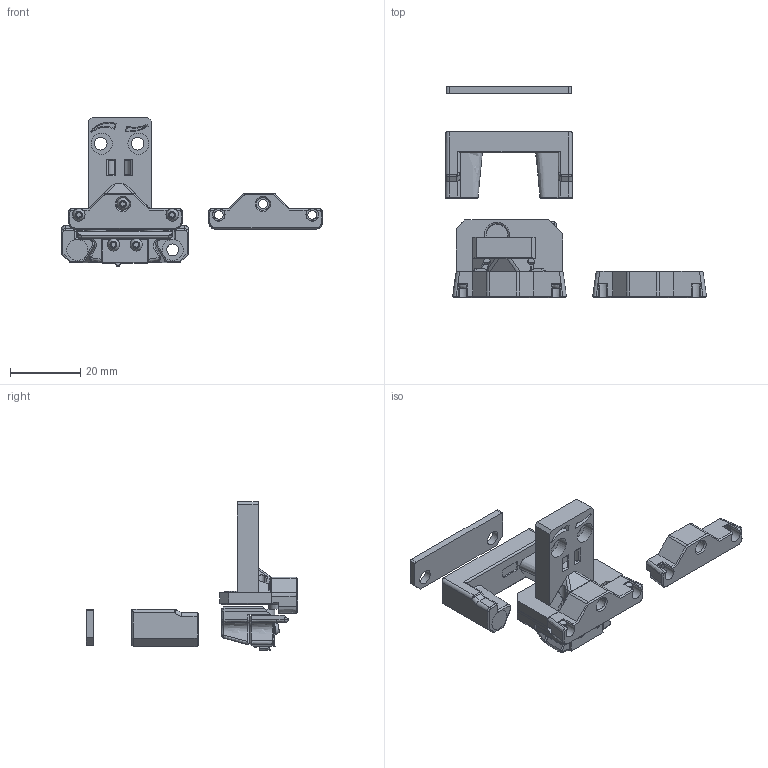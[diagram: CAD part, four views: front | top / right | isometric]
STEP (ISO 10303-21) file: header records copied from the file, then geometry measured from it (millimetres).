
FILE_DESCRIPTION(/* description */ (''),/* implementation_level */ '2;1');
FILE_NAME(/* name */ 'KlickyNG v3.29.step',/* time_stamp */ '2022-05-17T09:06:09+01:00',/* author */ (''),/* organization */ (''),/* preprocessor_version */ 'ST-DEVELOPER v18.1',/* originating_system */ 'Autodesk Translation Framework v10.14.0.1471',/* authorisation */ '');
FILE_SCHEMA (('AUTOMOTIVE_DESIGN { 1 0 10303 214 3 1 1 }'));
Length unit declared in the file: millimetre
Products named in the file (11): KlickyProbe_v2.2; KlickyNG Probe V3; D2F; D2F_ACTUATOR; D2F_BASE; M2x9 Self-tapping Screw (1); Probe Dock v3; NG AB/SB mount v2; M2x8 Self-tapping Screw; NG_AB_mount_v2 front 3mm; 2mm extender
Assembly tree (10 placements, depth 4):
  KlickyProbe_v2.2
    KlickyNG Probe V3
      D2F
        D2F_ACTUATOR
        D2F_BASE
      M2x9 Self-tapping Screw (1)
    Probe Dock v3
    NG AB/SB mount v2
      M2x8 Self-tapping Screw
      NG_AB_mount_v2 front 3mm
    2mm extender
Bounding box: 74.52 x 60.33 x 42.51 mm (x, y, z)
Volume: 14347.4 mm3; surface area: 13514.9 mm2
Topology: 21 solids, 21 shells, 764 faces, 1921 edges, 1218 vertices
Faces by surface type: plane 393, bspline 154, cylinder 136, cone 70, sphere 9, torus 2
Full cylindrical faces by diameter (mm): 1.6 x5, 1.8 x2, 1.9 x4, 2 x7, 2.5 x6, 3.4 x2, 3.5 x5, 3.6 x4, 4.2 x2, 6 x11, 6.3 x1, 6.4 x1
Entity records: 29062 total; most frequent: CARTESIAN_POINT 11550, ORIENTED_EDGE 3822, DIRECTION 3112, EDGE_CURVE 1911, VERTEX_POINT 1216, AXIS2_PLACEMENT_3D 1048, LINE 1016, VECTOR 1016
